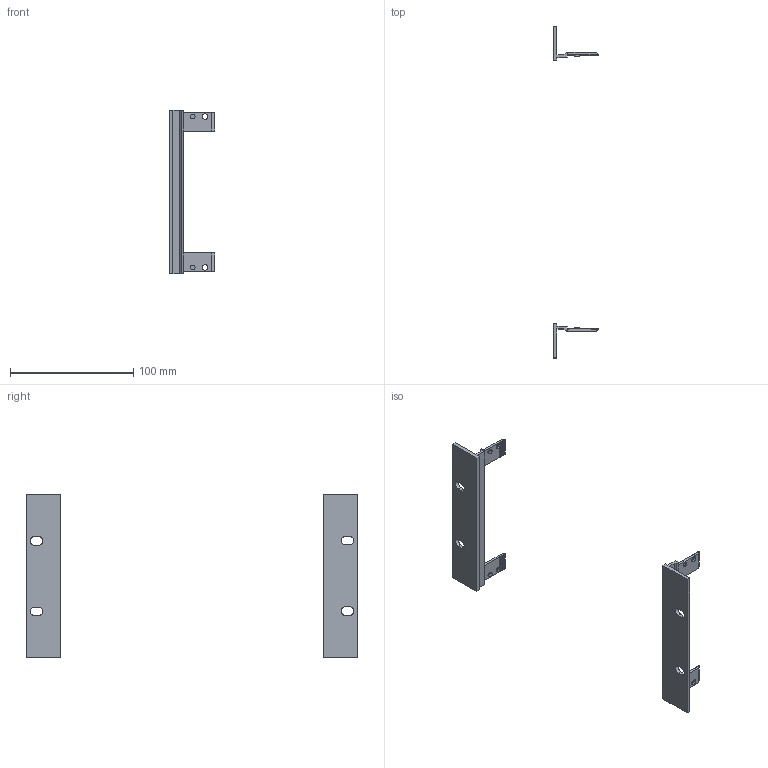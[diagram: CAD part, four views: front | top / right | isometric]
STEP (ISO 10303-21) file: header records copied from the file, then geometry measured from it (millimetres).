
FILE_DESCRIPTION(/* description */ (''),/* implementation_level */ '2;1');
FILE_NAME(/* name */ '54530000_IZP FL 00300.stp',/* time_stamp */ '2015-04-14T09:59:00+02:00',/* author */ ('kleemann'),/* organization */ (''),/* preprocessor_version */ 'ST-DEVELOPER v15.6',/* originating_system */ 'Autodesk Inventor 2015',/* authorisation */ '');
FILE_SCHEMA (('AUTOMOTIVE_DESIGN { 1 0 10303 214 3 1 1 }'));
Length unit declared in the file: millimetre
Products named in the file (2): FL_3HE; IZP-FL 00300
Assembly tree (2 placements, depth 2):
  IZP-FL 00300
    FL_3HE  x2
Bounding box: 37 x 269.24 x 132.7 mm (x, y, z)
Volume: 29672 mm3; surface area: 25407.8 mm2
Topology: 2 solids, 2 shells, 128 faces, 360 edges, 240 vertices
Faces by surface type: plane 84, cylinder 44
Full cylindrical faces by diameter (mm): 3.8 x8, 4.5 x4
Entity records: 2145 total; most frequent: CARTESIAN_POINT 410, DIRECTION 354, ORIENTED_EDGE 344, EDGE_CURVE 172, LINE 118, VECTOR 118, VERTEX_POINT 118, AXIS2_PLACEMENT_3D 118
